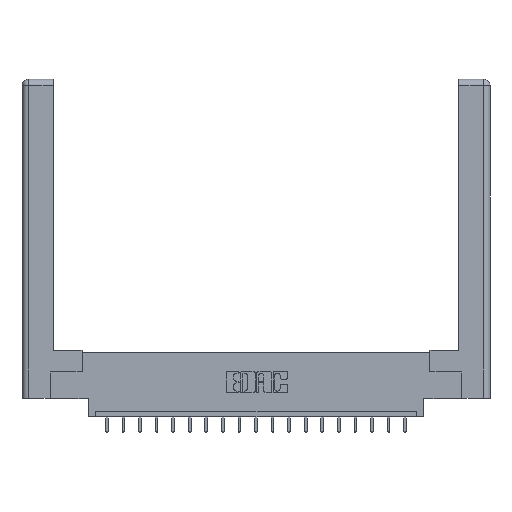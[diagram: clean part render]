
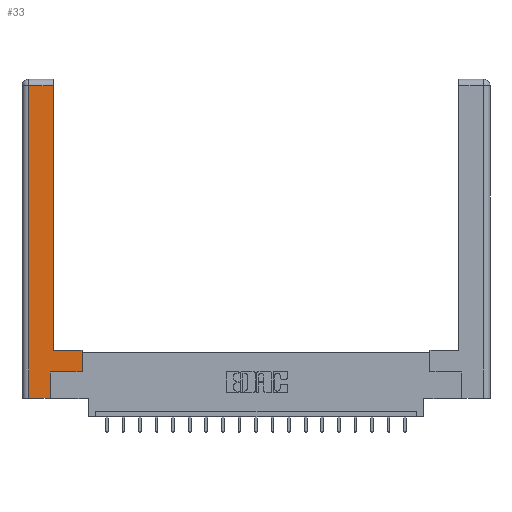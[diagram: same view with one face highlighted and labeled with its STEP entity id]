
A CAD part, top view. The second image highlights one B-rep face of the part: STEP entity #33.
In plain terms, the highlighted planar face has unit normal (0, 0, 1).
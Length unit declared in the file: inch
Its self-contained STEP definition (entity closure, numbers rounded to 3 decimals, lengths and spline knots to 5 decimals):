
#33 = ADVANCED_FACE ( 'NONE', ( #12958 ), #1379, .F. ) ;
#78 = CARTESIAN_POINT ( 'NONE',  ( 0.295, 0.45, 0. ) ) ;
#295 = CARTESIAN_POINT ( 'NONE',  ( 0.0615, 0., 0. ) ) ;
#574 = ORIENTED_EDGE ( 'NONE', *, *, #8265, .T. ) ;
#652 = ORIENTED_EDGE ( 'NONE', *, *, #10898, .T. ) ;
#806 = ORIENTED_EDGE ( 'NONE', *, *, #10238, .T. ) ;
#947 = VERTEX_POINT ( 'NONE', #18568 ) ;
#1140 = CARTESIAN_POINT ( 'NONE',  ( 0.0615, 0., 0. ) ) ;
#1314 = DIRECTION ( 'NONE',  ( 0., 0., -1. ) ) ;
#1379 = PLANE ( 'NONE',  #2729 ) ;
#1509 = CARTESIAN_POINT ( 'NONE',  ( 0.565, 0.45, 0. ) ) ;
#1719 = VERTEX_POINT ( 'NONE', #13909 ) ;
#1866 = ORIENTED_EDGE ( 'NONE', *, *, #6884, .T. ) ;
#2072 = VERTEX_POINT ( 'NONE', #3634 ) ;
#2634 = VERTEX_POINT ( 'NONE', #1509 ) ;
#2729 = AXIS2_PLACEMENT_3D ( 'NONE', #4309, #1314, #7586 ) ;
#3467 = LINE ( 'NONE', #12639, #13568 ) ;
#3634 = CARTESIAN_POINT ( 'NONE',  ( 0.0615, 2.94, 0. ) ) ;
#3817 = CARTESIAN_POINT ( 'NONE',  ( 0.0615, 2.94, 0. ) ) ;
#4157 = VECTOR ( 'NONE', #4758, 39.37008 ) ;
#4309 = CARTESIAN_POINT ( 'NONE',  ( 0., 0., 0. ) ) ;
#4330 = CARTESIAN_POINT ( 'NONE',  ( 0.565, 0.45, 0. ) ) ;
#4359 = VECTOR ( 'NONE', #7762, 39.37008 ) ;
#4758 = DIRECTION ( 'NONE',  ( -1., 0., 0. ) ) ;
#5731 = LINE ( 'NONE', #16607, #16262 ) ;
#6884 = EDGE_CURVE ( 'NONE', #2634, #947, #8700, .T. ) ;
#7586 = DIRECTION ( 'NONE',  ( -1., 0., 0. ) ) ;
#7612 = CARTESIAN_POINT ( 'NONE',  ( 0.265, 0.245, 0. ) ) ;
#7762 = DIRECTION ( 'NONE',  ( 0., 1., 0. ) ) ;
#8035 = DIRECTION ( 'NONE',  ( 0., -1., 0. ) ) ;
#8265 = EDGE_CURVE ( 'NONE', #947, #12891, #8412, .T. ) ;
#8412 = LINE ( 'NONE', #9460, #4359 ) ;
#8700 = LINE ( 'NONE', #78, #4157 ) ;
#8898 = EDGE_CURVE ( 'NONE', #2072, #19325, #11775, .T. ) ;
#9460 = CARTESIAN_POINT ( 'NONE',  ( 0.295, 3., 0. ) ) ;
#10238 = EDGE_CURVE ( 'NONE', #12891, #2072, #15258, .T. ) ;
#10699 = VERTEX_POINT ( 'NONE', #7612 ) ;
#10898 = EDGE_CURVE ( 'NONE', #10699, #15822, #3467, .T. ) ;
#11335 = CARTESIAN_POINT ( 'NONE',  ( 0.295, 2.94, 0. ) ) ;
#11775 = LINE ( 'NONE', #295, #12004 ) ;
#12004 = VECTOR ( 'NONE', #8035, 39.37008 ) ;
#12152 = DIRECTION ( 'NONE',  ( 0., 1., 0. ) ) ;
#12361 = DIRECTION ( 'NONE',  ( 1., 0., 0. ) ) ;
#12447 = EDGE_CURVE ( 'NONE', #19325, #1719, #14919, .T. ) ;
#12639 = CARTESIAN_POINT ( 'NONE',  ( 0.565, 0.245, 0. ) ) ;
#12830 = ORIENTED_EDGE ( 'NONE', *, *, #8898, .T. ) ;
#12891 = VERTEX_POINT ( 'NONE', #11335 ) ;
#12958 = FACE_OUTER_BOUND ( 'NONE', #17580, .T. ) ;
#13568 = VECTOR ( 'NONE', #12361, 39.37008 ) ;
#13779 = ORIENTED_EDGE ( 'NONE', *, *, #15714, .T. ) ;
#13909 = CARTESIAN_POINT ( 'NONE',  ( 0.265, 0., 0. ) ) ;
#14692 = VECTOR ( 'NONE', #14950, 39.37008 ) ;
#14919 = LINE ( 'NONE', #16278, #14692 ) ;
#14950 = DIRECTION ( 'NONE',  ( 1., 0., 0. ) ) ;
#15022 = EDGE_CURVE ( 'NONE', #1719, #10699, #5731, .T. ) ;
#15258 = LINE ( 'NONE', #3817, #16914 ) ;
#15714 = EDGE_CURVE ( 'NONE', #15822, #2634, #15768, .T. ) ;
#15768 = LINE ( 'NONE', #4330, #18893 ) ;
#15822 = VERTEX_POINT ( 'NONE', #17535 ) ;
#16056 = DIRECTION ( 'NONE',  ( -1., 0., 0. ) ) ;
#16262 = VECTOR ( 'NONE', #12152, 39.37008 ) ;
#16278 = CARTESIAN_POINT ( 'NONE',  ( 0.265, 0., 0. ) ) ;
#16607 = CARTESIAN_POINT ( 'NONE',  ( 0.265, 0.245, 0. ) ) ;
#16914 = VECTOR ( 'NONE', #16056, 39.37008 ) ;
#17535 = CARTESIAN_POINT ( 'NONE',  ( 0.565, 0.245, 0. ) ) ;
#17580 = EDGE_LOOP ( 'NONE', ( #574, #806, #12830, #17985, #18285, #652, #13779, #1866 ) ) ;
#17985 = ORIENTED_EDGE ( 'NONE', *, *, #12447, .T. ) ;
#18285 = ORIENTED_EDGE ( 'NONE', *, *, #15022, .T. ) ;
#18568 = CARTESIAN_POINT ( 'NONE',  ( 0.295, 0.45, 0. ) ) ;
#18893 = VECTOR ( 'NONE', #19521, 39.37008 ) ;
#19325 = VERTEX_POINT ( 'NONE', #1140 ) ;
#19521 = DIRECTION ( 'NONE',  ( 0., 1., 0. ) ) ;
